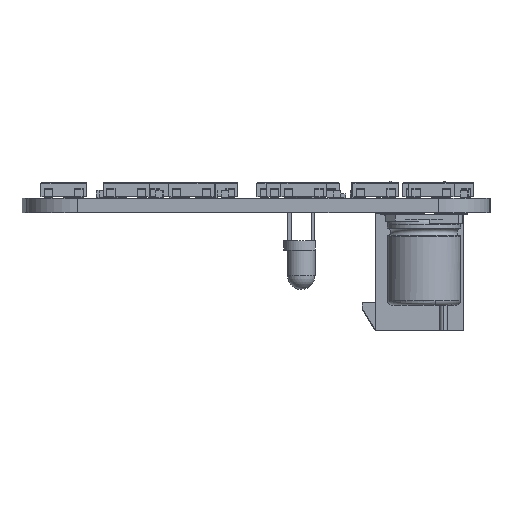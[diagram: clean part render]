
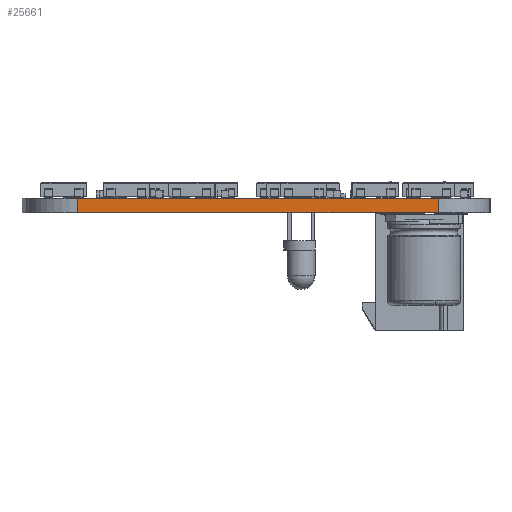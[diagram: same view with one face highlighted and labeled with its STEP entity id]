
A CAD part, left-side view. The second image highlights one B-rep face of the part: STEP entity #25661.
In plain terms, the highlighted planar face has unit normal (-1, 0.001, 0).
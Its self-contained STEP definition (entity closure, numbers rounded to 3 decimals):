
#23486 = PLANE('',#23487);
#23487 = AXIS2_PLACEMENT_3D('',#23488,#23489,#23490);
#23488 = CARTESIAN_POINT('',(-1.648,-0.039,1.6));
#23489 = DIRECTION('',(0.,0.,1.));
#23490 = DIRECTION('',(1.,0.,0.));
#23514 = CYLINDRICAL_SURFACE('',#23515,5.537);
#23515 = AXIS2_PLACEMENT_3D('',#23516,#23517,#23518);
#23516 = CARTESIAN_POINT('',(-60.604,19.431,0.));
#23517 = DIRECTION('',(0.,0.,-1.));
#23518 = DIRECTION('',(1.,0.,0.));
#23540 = PLANE('',#23541);
#23541 = AXIS2_PLACEMENT_3D('',#23542,#23543,#23544);
#23542 = CARTESIAN_POINT('',(-1.648,-0.039,
    0.));
#23543 = DIRECTION('',(0.,0.,1.));
#23544 = DIRECTION('',(1.,0.,0.));
#23635 = VERTEX_POINT('',#23636);
#23636 = CARTESIAN_POINT('',(-66.142,19.431,1.6));
#23658 = EDGE_CURVE('',#23659,#23635,#23661,.T.);
#23659 = VERTEX_POINT('',#23660);
#23660 = CARTESIAN_POINT('',(-66.142,19.431,0.));
#23661 = SURFACE_CURVE('',#23662,(#23666,#23673),.PCURVE_S1.);
#23662 = LINE('',#23663,#23664);
#23663 = CARTESIAN_POINT('',(-66.142,19.431,0.));
#23664 = VECTOR('',#23665,1.);
#23665 = DIRECTION('',(0.,0.,1.));
#23666 = PCURVE('',#23514,#23667);
#23667 = DEFINITIONAL_REPRESENTATION('',(#23668),#23672);
#23668 = LINE('',#23669,#23670);
#23669 = CARTESIAN_POINT('',(-3.142,0.));
#23670 = VECTOR('',#23671,1.);
#23671 = DIRECTION('',(0.,-1.));
#23672 = ( GEOMETRIC_REPRESENTATION_CONTEXT(2) 
PARAMETRIC_REPRESENTATION_CONTEXT() REPRESENTATION_CONTEXT('2D SPACE',''
  ) );
#23673 = PCURVE('',#23674,#23679);
#23674 = PLANE('',#23675);
#23675 = AXIS2_PLACEMENT_3D('',#23676,#23677,#23678);
#23676 = CARTESIAN_POINT('',(-66.142,19.431,0.));
#23677 = DIRECTION('',(1.,-0.001,0.));
#23678 = DIRECTION('',(-0.001,-1.,0.));
#23679 = DEFINITIONAL_REPRESENTATION('',(#23680),#23684);
#23680 = LINE('',#23681,#23682);
#23681 = CARTESIAN_POINT('',(0.,0.));
#23682 = VECTOR('',#23683,1.);
#23683 = DIRECTION('',(0.,-1.));
#23684 = ( GEOMETRIC_REPRESENTATION_CONTEXT(2) 
PARAMETRIC_REPRESENTATION_CONTEXT() REPRESENTATION_CONTEXT('2D SPACE',''
  ) );
#23713 = EDGE_CURVE('',#23659,#23714,#23716,.T.);
#23714 = VERTEX_POINT('',#23715);
#23715 = CARTESIAN_POINT('',(-66.192,-19.837,0.));
#23716 = SURFACE_CURVE('',#23717,(#23721,#23728),.PCURVE_S1.);
#23717 = LINE('',#23718,#23719);
#23718 = CARTESIAN_POINT('',(-66.142,19.431,0.));
#23719 = VECTOR('',#23720,1.);
#23720 = DIRECTION('',(-0.001,-1.,0.));
#23721 = PCURVE('',#23540,#23722);
#23722 = DEFINITIONAL_REPRESENTATION('',(#23723),#23727);
#23723 = LINE('',#23724,#23725);
#23724 = CARTESIAN_POINT('',(-64.494,19.47));
#23725 = VECTOR('',#23726,1.);
#23726 = DIRECTION('',(-0.001,-1.));
#23727 = ( GEOMETRIC_REPRESENTATION_CONTEXT(2) 
PARAMETRIC_REPRESENTATION_CONTEXT() REPRESENTATION_CONTEXT('2D SPACE',''
  ) );
#23728 = PCURVE('',#23674,#23729);
#23729 = DEFINITIONAL_REPRESENTATION('',(#23730),#23734);
#23730 = LINE('',#23731,#23732);
#23731 = CARTESIAN_POINT('',(0.,0.));
#23732 = VECTOR('',#23733,1.);
#23733 = DIRECTION('',(1.,0.));
#23734 = ( GEOMETRIC_REPRESENTATION_CONTEXT(2) 
PARAMETRIC_REPRESENTATION_CONTEXT() REPRESENTATION_CONTEXT('2D SPACE',''
  ) );
#23753 = CYLINDRICAL_SURFACE('',#23754,5.537);
#23754 = AXIS2_PLACEMENT_3D('',#23755,#23756,#23757);
#23755 = CARTESIAN_POINT('',(-60.655,-19.888,0.));
#23756 = DIRECTION('',(0.,0.,-1.));
#23757 = DIRECTION('',(1.,0.,0.));
#24759 = EDGE_CURVE('',#23635,#24760,#24762,.T.);
#24760 = VERTEX_POINT('',#24761);
#24761 = CARTESIAN_POINT('',(-66.192,-19.837,1.6));
#24762 = SURFACE_CURVE('',#24763,(#24767,#24774),.PCURVE_S1.);
#24763 = LINE('',#24764,#24765);
#24764 = CARTESIAN_POINT('',(-66.142,19.431,1.6));
#24765 = VECTOR('',#24766,1.);
#24766 = DIRECTION('',(-0.001,-1.,0.));
#24767 = PCURVE('',#23486,#24768);
#24768 = DEFINITIONAL_REPRESENTATION('',(#24769),#24773);
#24769 = LINE('',#24770,#24771);
#24770 = CARTESIAN_POINT('',(-64.494,19.47));
#24771 = VECTOR('',#24772,1.);
#24772 = DIRECTION('',(-0.001,-1.));
#24773 = ( GEOMETRIC_REPRESENTATION_CONTEXT(2) 
PARAMETRIC_REPRESENTATION_CONTEXT() REPRESENTATION_CONTEXT('2D SPACE',''
  ) );
#24774 = PCURVE('',#23674,#24775);
#24775 = DEFINITIONAL_REPRESENTATION('',(#24776),#24780);
#24776 = LINE('',#24777,#24778);
#24777 = CARTESIAN_POINT('',(0.,-1.6));
#24778 = VECTOR('',#24779,1.);
#24779 = DIRECTION('',(1.,0.));
#24780 = ( GEOMETRIC_REPRESENTATION_CONTEXT(2) 
PARAMETRIC_REPRESENTATION_CONTEXT() REPRESENTATION_CONTEXT('2D SPACE',''
  ) );
#25661 = ADVANCED_FACE('',(#25662),#23674,.F.);
#25662 = FACE_BOUND('',#25663,.F.);
#25663 = EDGE_LOOP('',(#25664,#25665,#25666,#25687));
#25664 = ORIENTED_EDGE('',*,*,#23658,.T.);
#25665 = ORIENTED_EDGE('',*,*,#24759,.T.);
#25666 = ORIENTED_EDGE('',*,*,#25667,.F.);
#25667 = EDGE_CURVE('',#23714,#24760,#25668,.T.);
#25668 = SURFACE_CURVE('',#25669,(#25673,#25680),.PCURVE_S1.);
#25669 = LINE('',#25670,#25671);
#25670 = CARTESIAN_POINT('',(-66.192,-19.837,0.));
#25671 = VECTOR('',#25672,1.);
#25672 = DIRECTION('',(0.,0.,1.));
#25673 = PCURVE('',#23674,#25674);
#25674 = DEFINITIONAL_REPRESENTATION('',(#25675),#25679);
#25675 = LINE('',#25676,#25677);
#25676 = CARTESIAN_POINT('',(39.268,0.));
#25677 = VECTOR('',#25678,1.);
#25678 = DIRECTION('',(0.,-1.));
#25679 = ( GEOMETRIC_REPRESENTATION_CONTEXT(2) 
PARAMETRIC_REPRESENTATION_CONTEXT() REPRESENTATION_CONTEXT('2D SPACE',''
  ) );
#25680 = PCURVE('',#23753,#25681);
#25681 = DEFINITIONAL_REPRESENTATION('',(#25682),#25686);
#25682 = LINE('',#25683,#25684);
#25683 = CARTESIAN_POINT('',(-3.132,0.));
#25684 = VECTOR('',#25685,1.);
#25685 = DIRECTION('',(0.,-1.));
#25686 = ( GEOMETRIC_REPRESENTATION_CONTEXT(2) 
PARAMETRIC_REPRESENTATION_CONTEXT() REPRESENTATION_CONTEXT('2D SPACE',''
  ) );
#25687 = ORIENTED_EDGE('',*,*,#23713,.F.);
